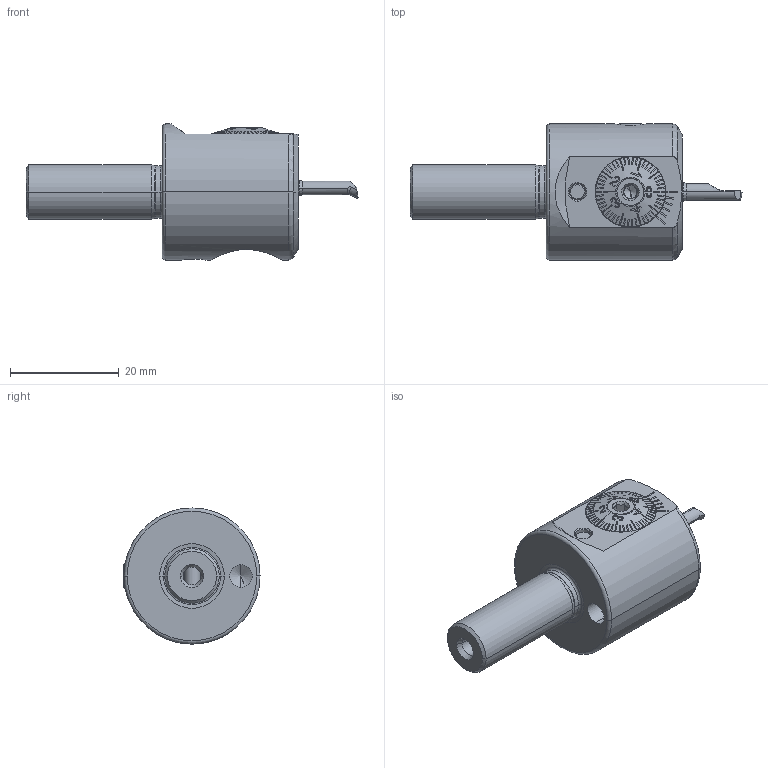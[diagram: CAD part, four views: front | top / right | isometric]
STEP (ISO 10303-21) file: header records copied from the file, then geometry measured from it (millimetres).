
FILE_DESCRIPTION (( 'STEP AP203' ), '1' );
FILE_NAME ('204.010.025.025.STEP', '2018-02-20T11:00:17', ( 'SWIAdmin' ), ( 'Hewlett-Packard Company' ), 'SwSTEP 2.0', 'SolidWorks 2017', '' );
FILE_SCHEMA (( 'CONFIG_CONTROL_DESIGN' ));
Length unit declared in the file: millimetre
Products named in the file (17): A25-BG3.005.018_A; A25-BG2.010.009_A; ISO 4026 - M5 x 4_PreviewCfg; F25-BG2.013.003_A; Mini_Schaft_4; F25-BG2.013.004_A; WCA-ER2.001.006_A; A25-BG2.008.004_A; Axx-BG4.003.xxx_A_A25; A25-BG1.009.004_A_M7x0.25; Klebstoff D5; ISO 4026 - M4 x 8; 204.010.025.025; DIN 3771 - 11x1; SH1-A25.K01.025_A; A25-BG1.012.013; A25-BG1.002.013_A
Assembly tree (17 placements, depth 3):
  204.010.025.025
    SH1-A25.K01.025_A
    A25-BG1.012.013
      A25-BG1.002.013_A
      A25-BG2.010.009_A
      F25-BG2.013.003_A
      F25-BG2.013.004_A
      A25-BG2.008.004_A
      A25-BG1.009.004_A_M7x0.25
      ISO 4026 - M4 x 8  x2
      DIN 3771 - 11x1
    A25-BG3.005.018_A
    ISO 4026 - M5 x 4_PreviewCfg
    Mini_Schaft_4
    WCA-ER2.001.006_A
    Axx-BG4.003.xxx_A_A25
    Klebstoff D5
Bounding box: 61 x 25 x 25 mm (x, y, z)
Volume: 12766.5 mm3; surface area: 9402.4 mm2
Topology: 16 solids, 16 shells, 741 faces, 1891 edges, 1190 vertices
Faces by surface type: plane 313, cone 177, cylinder 138, torus 59, bspline 52, sphere 2
Entity records: 32381 total; most frequent: CARTESIAN_POINT 13861, ORIENTED_EDGE 3698, DIRECTION 3180, EDGE_CURVE 1849, AXIS2_PLACEMENT_3D 1236, VERTEX_POINT 1170, EDGE_LOOP 775, FACE_OUTER_BOUND 726
